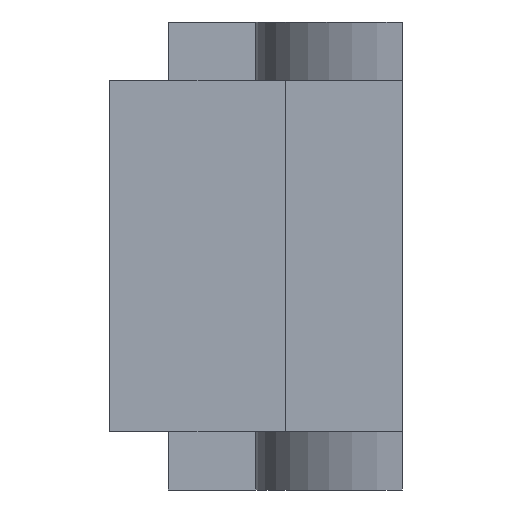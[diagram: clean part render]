
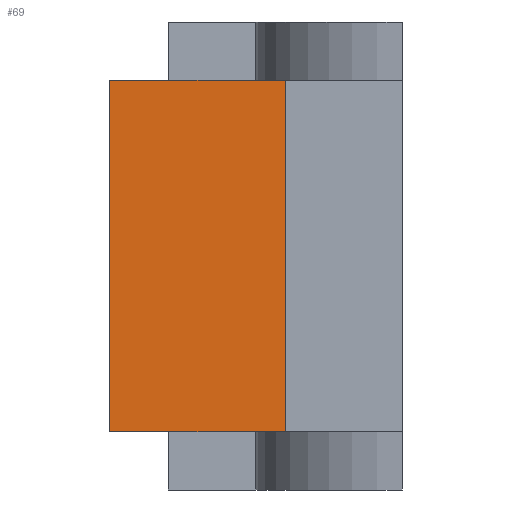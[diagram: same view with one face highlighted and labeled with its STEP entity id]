
A CAD part, left-side view. The second image highlights one B-rep face of the part: STEP entity #69.
In plain terms, the highlighted planar face has unit normal (-1, 0, 0).
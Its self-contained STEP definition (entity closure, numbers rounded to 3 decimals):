
#7 = LINE ( 'NONE', #599, #165 ) ;
#29 = VERTEX_POINT ( 'NONE', #947 ) ;
#69 = ADVANCED_FACE ( 'NONE', ( #1070 ), #337, .F. ) ;
#75 = VECTOR ( 'NONE', #1425, 1000. ) ;
#120 = EDGE_CURVE ( 'NONE', #150, #1099, #1059, .T. ) ;
#150 = VERTEX_POINT ( 'NONE', #326 ) ;
#158 = ORIENTED_EDGE ( 'NONE', *, *, #120, .T. ) ;
#165 = VECTOR ( 'NONE', #1222, 1000. ) ;
#326 = CARTESIAN_POINT ( 'NONE',  ( -45., 10., -30. ) ) ;
#337 = PLANE ( 'NONE',  #1578 ) ;
#352 = VERTEX_POINT ( 'NONE', #901 ) ;
#586 = DIRECTION ( 'NONE',  ( 0., 0., -1. ) ) ;
#599 = CARTESIAN_POINT ( 'NONE',  ( -45., 25., -15. ) ) ;
#618 = LINE ( 'NONE', #1388, #685 ) ;
#627 = CARTESIAN_POINT ( 'NONE',  ( -45., 10., 0. ) ) ;
#685 = VECTOR ( 'NONE', #1496, 1000. ) ;
#836 = CARTESIAN_POINT ( 'NONE',  ( -45., 10., -15. ) ) ;
#867 = EDGE_CURVE ( 'NONE', #150, #352, #1551, .T. ) ;
#901 = CARTESIAN_POINT ( 'NONE',  ( -45., 25., -30. ) ) ;
#930 = CARTESIAN_POINT ( 'NONE',  ( -45., 10., -15. ) ) ;
#947 = CARTESIAN_POINT ( 'NONE',  ( -45., 25., 0. ) ) ;
#1059 = LINE ( 'NONE', #930, #75 ) ;
#1070 = FACE_OUTER_BOUND ( 'NONE', #1231, .T. ) ;
#1099 = VERTEX_POINT ( 'NONE', #627 ) ;
#1189 = CARTESIAN_POINT ( 'NONE',  ( -45., 10., -30. ) ) ;
#1215 = ORIENTED_EDGE ( 'NONE', *, *, #1324, .T. ) ;
#1222 = DIRECTION ( 'NONE',  ( 0., 0., 1. ) ) ;
#1231 = EDGE_LOOP ( 'NONE', ( #1215, #1586, #1272, #158 ) ) ;
#1272 = ORIENTED_EDGE ( 'NONE', *, *, #867, .F. ) ;
#1310 = DIRECTION ( 'NONE',  ( 0., 1., 0. ) ) ;
#1324 = EDGE_CURVE ( 'NONE', #1099, #29, #618, .T. ) ;
#1382 = VECTOR ( 'NONE', #1310, 1000. ) ;
#1388 = CARTESIAN_POINT ( 'NONE',  ( -45., 10., 0. ) ) ;
#1425 = DIRECTION ( 'NONE',  ( 0., 0., 1. ) ) ;
#1496 = DIRECTION ( 'NONE',  ( 0., 1., 0. ) ) ;
#1551 = LINE ( 'NONE', #1189, #1382 ) ;
#1554 = DIRECTION ( 'NONE',  ( 1., 0., 0. ) ) ;
#1578 = AXIS2_PLACEMENT_3D ( 'NONE', #836, #1554, #586 ) ;
#1584 = EDGE_CURVE ( 'NONE', #352, #29, #7, .T. ) ;
#1586 = ORIENTED_EDGE ( 'NONE', *, *, #1584, .F. ) ;
